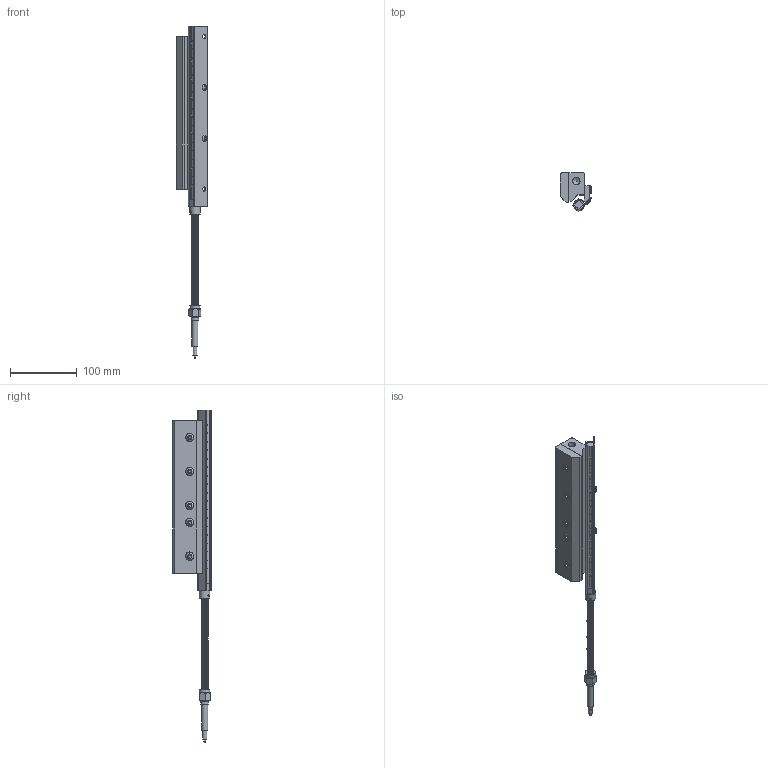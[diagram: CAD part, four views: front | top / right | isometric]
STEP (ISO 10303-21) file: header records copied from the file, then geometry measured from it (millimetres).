
FILE_DESCRIPTION(/* description */ (''),/* implementation_level */ '2;1');
FILE_NAME(/* name */ '112009-DIM.stp',/* time_stamp */ '2017-03-29T13:22:38-04:00',/* author */ ('ryan longshore'),/* organization */ (''),/* preprocessor_version */ 'ST-DEVELOPER v16.5',/* originating_system */ 'Autodesk Inventor 2017',/* authorisation */ '');
FILE_SCHEMA (('AUTOMOTIVE_DESIGN { 1 0 10303 214 3 1 1 }'));
Length unit declared in the file: inch
Products named in the file (24): 112009-DIM; 7525; 110009-DIM; 110009-B-DIM; 110009-C-DIM; Unbrako - 1/4 x 3/4; 8009; 901827; 901574; 901437; 901592; 901565; 901515; 901587; 901724-DIM; 901806-DIM; 901622; 901576-DIM; 901576 without spring-DIM; 901577; 901625; 901770; Unbrako - 1/4 x 1/2; Unbrako - 10 x 1/4
Assembly tree (38 placements, depth 4):
  112009-DIM
    7525  x2
    110009-DIM
      110009-B-DIM
      110009-C-DIM
      Unbrako - 1/4 x 3/4  x5
    8009
      901827
      901574
      901437
      901592
      901565
      901515
      901587
      901724-DIM
      901576-DIM  x9
        901576 without spring-DIM
        901577
      901806-DIM
      901622
      901625
      901770
    Unbrako - 1/4 x 1/2  x2
    Unbrako - 10 x 1/4  x2
Bounding box: 46.72 x 57.63 x 497.44 mm (x, y, z)
Volume: 358852.3 mm3; surface area: 142342.1 mm2
Topology: 41 solids, 41 shells, 611 faces, 1355 edges, 864 vertices
Faces by surface type: plane 318, cylinder 190, cone 75, torus 22, bspline 6
Full cylindrical faces by diameter (mm): 0.508 x1, 0.635 x18, 1.984 x2, 2.54 x1, 2.667 x9, 2.845 x1, 3.454 x1, 3.485 x1, 3.937 x9, 4.089 x2, 4.826 x2, 4.978 x1, 5.055 x1, 5.156 x1, 5.159 x6, 5.715 x19, 6.35 x8, 6.604 x1, 6.731 x1, 6.747 x2, 7.144 x7, 8.128 x2, 8.89 x1, 9.144 x1, 9.169 x2, 9.423 x1, 9.525 x3, 10.414 x2, 11.1 x7, 11.112 x5
Entity records: 24580 total; most frequent: CARTESIAN_POINT 17490, DIRECTION 1428, ORIENTED_EDGE 1100, AXIS2_PLACEMENT_3D 583, EDGE_CURVE 550, EDGE_LOOP 492, VERTEX_POINT 418, FACE_OUTER_BOUND 303
